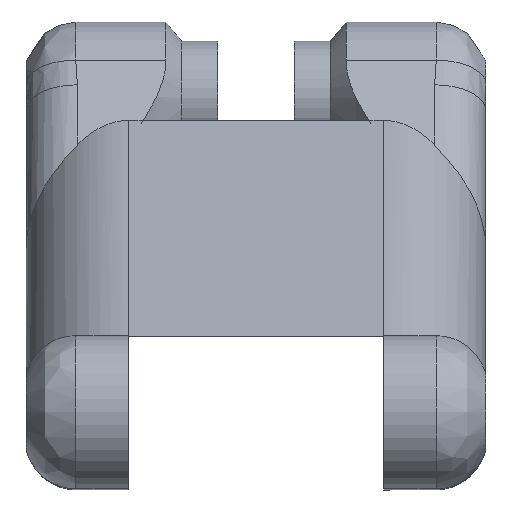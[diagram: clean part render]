
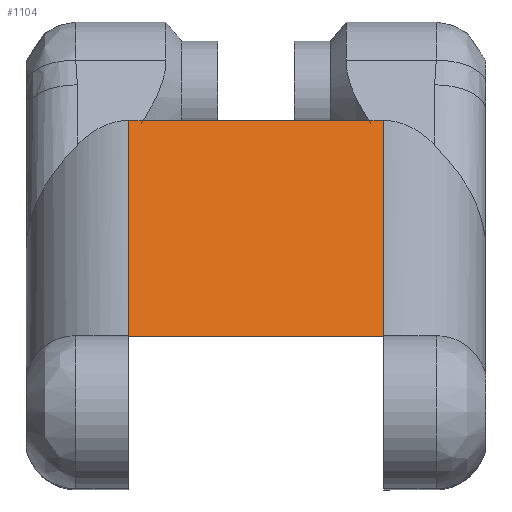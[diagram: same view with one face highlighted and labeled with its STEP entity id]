
A CAD part, top view. The second image highlights one B-rep face of the part: STEP entity #1104.
In plain terms, the highlighted planar face has unit normal (0, 0.855, 0.519).
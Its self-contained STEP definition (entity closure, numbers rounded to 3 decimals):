
#112=FACE_OUTER_BOUND('',#180,.T.);
#180=EDGE_LOOP('',(#840,#841,#842,#843,#844,#845));
#339=LINE('',#1822,#401);
#351=LINE('',#1966,#413);
#352=LINE('',#1969,#414);
#354=LINE('',#1979,#416);
#355=LINE('',#1980,#417);
#356=LINE('',#1981,#418);
#401=VECTOR('',#1395,0.581);
#413=VECTOR('',#1461,10.);
#414=VECTOR('',#1464,8.837);
#416=VECTOR('',#1468,0.581);
#417=VECTOR('',#1469,16.374);
#418=VECTOR('',#1470,16.374);
#445=VERTEX_POINT('',#1653);
#458=VERTEX_POINT('',#1680);
#489=VERTEX_POINT('',#1819);
#490=VERTEX_POINT('',#1821);
#513=VERTEX_POINT('',#1968);
#514=VERTEX_POINT('',#1978);
#600=EDGE_CURVE('',#490,#489,#339,.T.);
#634=EDGE_CURVE('',#445,#458,#351,.T.);
#635=EDGE_CURVE('',#513,#490,#352,.T.);
#639=EDGE_CURVE('',#514,#513,#354,.T.);
#640=EDGE_CURVE('',#489,#458,#355,.F.);
#641=EDGE_CURVE('',#445,#514,#356,.T.);
#840=ORIENTED_EDGE('',*,*,#639,.T.);
#841=ORIENTED_EDGE('',*,*,#635,.T.);
#842=ORIENTED_EDGE('',*,*,#600,.T.);
#843=ORIENTED_EDGE('',*,*,#640,.T.);
#844=ORIENTED_EDGE('',*,*,#634,.F.);
#845=ORIENTED_EDGE('',*,*,#641,.T.);
#1080=PLANE('',#1231);
#1104=ADVANCED_FACE('',(#112),#1080,.T.);
#1231=AXIS2_PLACEMENT_3D('',#1977,#1466,#1467);
#1395=DIRECTION('',(-1.,0.,0.));
#1461=DIRECTION('',(-1.,0.,0.));
#1464=DIRECTION('',(-1.,0.,0.));
#1466=DIRECTION('center_axis',(0.,0.855,
0.519));
#1467=DIRECTION('ref_axis',(1.,0.,0.));
#1468=DIRECTION('',(-1.,0.,0.));
#1469=DIRECTION('',(0.,0.519,-0.855));
#1470=DIRECTION('',(0.,0.519,-0.855));
#1653=CARTESIAN_POINT('',(14.,6.,-17.438));
#1680=CARTESIAN_POINT('',(4.,6.,-17.438));
#1819=CARTESIAN_POINT('',(4.,14.491,-31.438));
#1821=CARTESIAN_POINT('',(4.581,14.491,-31.438));
#1822=CARTESIAN_POINT('',(4.581,14.491,-31.438));
#1966=CARTESIAN_POINT('',(14.,6.,-17.438));
#1968=CARTESIAN_POINT('',(13.419,14.491,-31.438));
#1969=CARTESIAN_POINT('',(13.419,14.491,-31.438));
#1977=CARTESIAN_POINT('Origin',(18.,6.,-17.438));
#1978=CARTESIAN_POINT('',(14.,14.491,-31.438));
#1979=CARTESIAN_POINT('',(14.,14.491,-31.438));
#1980=CARTESIAN_POINT('',(4.,6.,-17.438));
#1981=CARTESIAN_POINT('',(14.,6.,-17.438));
